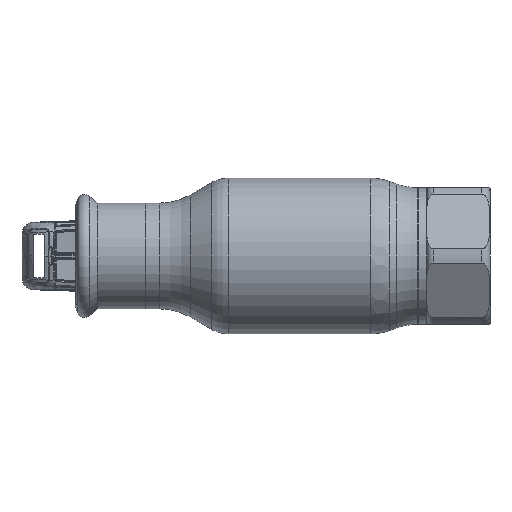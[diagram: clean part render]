
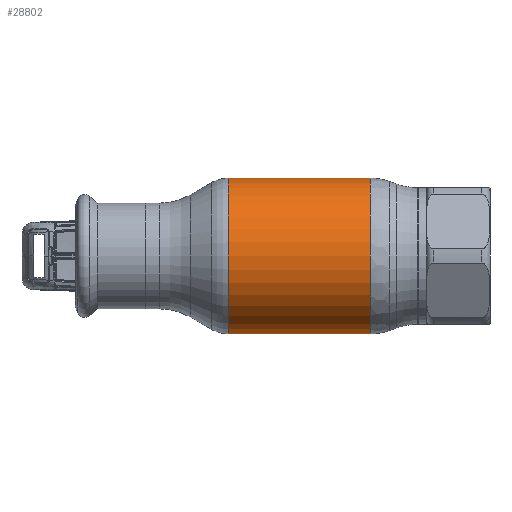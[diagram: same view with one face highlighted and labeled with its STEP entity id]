
A CAD part, front view. The second image highlights one B-rep face of the part: STEP entity #28802.
In plain terms, the highlighted cylindrical face has radius 28.25 mm (diameter 56.5 mm), a partial arc.
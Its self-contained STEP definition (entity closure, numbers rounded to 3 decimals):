
#231 = EDGE_CURVE ( 'NONE', #27413, #44199, #37352, .T. ) ;
#5448 = DIRECTION ( 'NONE',  ( 0., 0., 1. ) ) ;
#5609 = EDGE_CURVE ( 'NONE', #44199, #13753, #24283, .T. ) ;
#9325 = ORIENTED_EDGE ( 'NONE', *, *, #5609, .F. ) ;
#10018 = CYLINDRICAL_SURFACE ( 'NONE', #13761, 28.25 ) ;
#11889 = DIRECTION ( 'NONE',  ( 0., 0., 1. ) ) ;
#12185 = CARTESIAN_POINT ( 'NONE',  ( -62.69, 0., 28.25 ) ) ;
#13753 = VERTEX_POINT ( 'NONE', #54549 ) ;
#13761 = AXIS2_PLACEMENT_3D ( 'NONE', #30188, #20246, #11889 ) ;
#14521 = EDGE_CURVE ( 'NONE', #55776, #13753, #27652, .T. ) ;
#15664 = EDGE_CURVE ( 'NONE', #27413, #55776, #43461, .T. ) ;
#16154 = ORIENTED_EDGE ( 'NONE', *, *, #14521, .T. ) ;
#20246 = DIRECTION ( 'NONE',  ( -1., 0., 0. ) ) ;
#20656 = DIRECTION ( 'NONE',  ( 0., 0., 1. ) ) ;
#22233 = AXIS2_PLACEMENT_3D ( 'NONE', #34073, #24543, #5448 ) ;
#24283 = CIRCLE ( 'NONE', #38913, 28.25 ) ;
#24543 = DIRECTION ( 'NONE',  ( -1., 0., 0. ) ) ;
#25006 = CARTESIAN_POINT ( 'NONE',  ( -62.69, 0., -28.25 ) ) ;
#27413 = VERTEX_POINT ( 'NONE', #54068 ) ;
#27652 = LINE ( 'NONE', #12185, #57466 ) ;
#28028 = EDGE_LOOP ( 'NONE', ( #34388, #43902, #16154, #9325 ) ) ;
#28802 = ADVANCED_FACE ( 'NONE', ( #31793 ), #10018, .T. ) ;
#29187 = DIRECTION ( 'NONE',  ( -1., 0., 0. ) ) ;
#29424 = CARTESIAN_POINT ( 'NONE',  ( 26.673, 0., 28.25 ) ) ;
#30188 = CARTESIAN_POINT ( 'NONE',  ( -62.69, 0., 0. ) ) ;
#31793 = FACE_OUTER_BOUND ( 'NONE', #28028, .T. ) ;
#34073 = CARTESIAN_POINT ( 'NONE',  ( 26.673, 0., 0. ) ) ;
#34350 = DIRECTION ( 'NONE',  ( -1., 0., 0. ) ) ;
#34388 = ORIENTED_EDGE ( 'NONE', *, *, #231, .F. ) ;
#37352 = LINE ( 'NONE', #25006, #51900 ) ;
#38913 = AXIS2_PLACEMENT_3D ( 'NONE', #47637, #29187, #20656 ) ;
#43461 = CIRCLE ( 'NONE', #22233, 28.25 ) ;
#43902 = ORIENTED_EDGE ( 'NONE', *, *, #15664, .T. ) ;
#44199 = VERTEX_POINT ( 'NONE', #58107 ) ;
#47637 = CARTESIAN_POINT ( 'NONE',  ( -24.785, 0., 0. ) ) ;
#51900 = VECTOR ( 'NONE', #34350, 1000. ) ;
#53249 = DIRECTION ( 'NONE',  ( -1., 0., 0. ) ) ;
#54068 = CARTESIAN_POINT ( 'NONE',  ( 26.673, 0., -28.25 ) ) ;
#54549 = CARTESIAN_POINT ( 'NONE',  ( -24.785, 0., 28.25 ) ) ;
#55776 = VERTEX_POINT ( 'NONE', #29424 ) ;
#57466 = VECTOR ( 'NONE', #53249, 1000. ) ;
#58107 = CARTESIAN_POINT ( 'NONE',  ( -24.785, 0., -28.25 ) ) ;
